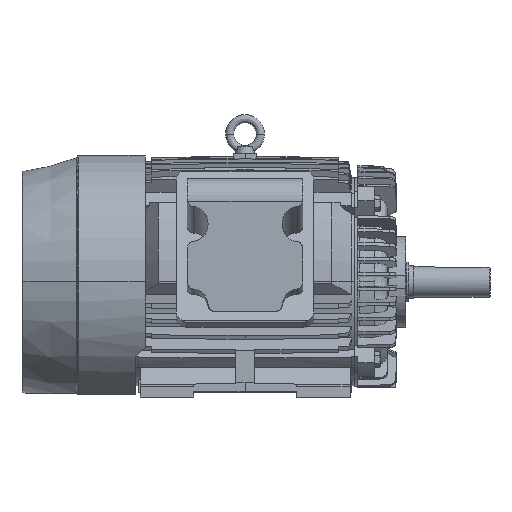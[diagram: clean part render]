
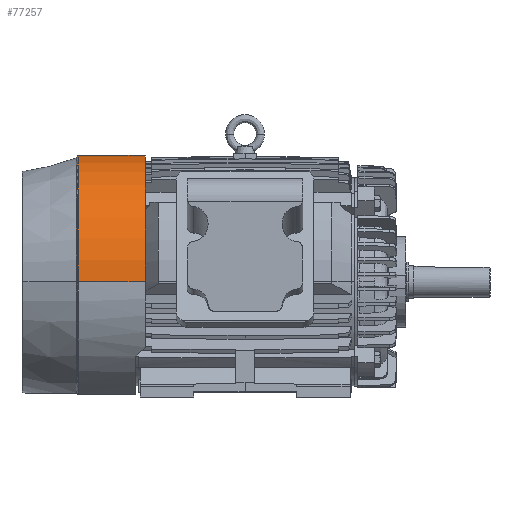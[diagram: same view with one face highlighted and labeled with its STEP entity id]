
A CAD part, top view. The second image highlights one B-rep face of the part: STEP entity #77257.
In plain terms, the highlighted cylindrical face has radius 195.1 mm (diameter 390.2 mm), a partial arc.
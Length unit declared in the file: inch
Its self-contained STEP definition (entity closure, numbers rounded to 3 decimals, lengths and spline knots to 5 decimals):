
#3274 = DIRECTION ( 'NONE',  ( 0., 0., -1. ) ) ;
#6506 = CARTESIAN_POINT ( 'NONE',  ( -6.06299, 0., 0. ) ) ;
#10153 = CARTESIAN_POINT ( 'NONE',  ( -10.12008, 0., 7.6811 ) ) ;
#11515 = AXIS2_PLACEMENT_3D ( 'NONE', #97964, #26202, #18057 ) ;
#12435 = CARTESIAN_POINT ( 'NONE',  ( -6.06299, 0., 0. ) ) ;
#13330 = VERTEX_POINT ( 'NONE', #70103 ) ;
#13660 = DIRECTION ( 'NONE',  ( 0., 0., -1. ) ) ;
#18057 = DIRECTION ( 'NONE',  ( 0., 0., -1. ) ) ;
#21284 = CYLINDRICAL_SURFACE ( 'NONE', #40801, 7.6811 ) ;
#24138 = VERTEX_POINT ( 'NONE', #10153 ) ;
#24652 = VERTEX_POINT ( 'NONE', #35953 ) ;
#26202 = DIRECTION ( 'NONE',  ( 1., 0., 0. ) ) ;
#27132 = ORIENTED_EDGE ( 'NONE', *, *, #92037, .T. ) ;
#27664 = CARTESIAN_POINT ( 'NONE',  ( -6.06299, 0., 7.6811 ) ) ;
#27701 = CIRCLE ( 'NONE', #11515, 7.6811 ) ;
#29043 = ORIENTED_EDGE ( 'NONE', *, *, #40051, .F. ) ;
#30237 = LINE ( 'NONE', #61304, #67298 ) ;
#35953 = CARTESIAN_POINT ( 'NONE',  ( -10.12008, 0., -7.6811 ) ) ;
#40051 = EDGE_CURVE ( 'NONE', #24652, #13330, #30237, .T. ) ;
#40801 = AXIS2_PLACEMENT_3D ( 'NONE', #6506, #90597, #13660 ) ;
#42772 = LINE ( 'NONE', #72863, #91351 ) ;
#49948 = DIRECTION ( 'NONE',  ( 1., 0., 0. ) ) ;
#58024 = EDGE_LOOP ( 'NONE', ( #81600, #27132, #61990, #29043 ) ) ;
#61304 = CARTESIAN_POINT ( 'NONE',  ( -6.06299, 0., -7.6811 ) ) ;
#61783 = DIRECTION ( 'NONE',  ( 1., 0., 0. ) ) ;
#61990 = ORIENTED_EDGE ( 'NONE', *, *, #90048, .T. ) ;
#66917 = DIRECTION ( 'NONE',  ( -1., 0., 0. ) ) ;
#67298 = VECTOR ( 'NONE', #61783, 39.37008 ) ;
#70103 = CARTESIAN_POINT ( 'NONE',  ( -6.06299, 0., -7.6811 ) ) ;
#72863 = CARTESIAN_POINT ( 'NONE',  ( -6.06299, 0., 7.6811 ) ) ;
#77257 = ADVANCED_FACE ( 'NONE', ( #91064 ), #21284, .T. ) ;
#79925 = AXIS2_PLACEMENT_3D ( 'NONE', #12435, #66917, #3274 ) ;
#81600 = ORIENTED_EDGE ( 'NONE', *, *, #89118, .T. ) ;
#85412 = VERTEX_POINT ( 'NONE', #27664 ) ;
#89118 = EDGE_CURVE ( 'NONE', #24652, #24138, #27701, .T. ) ;
#90048 = EDGE_CURVE ( 'NONE', #85412, #13330, #97774, .T. ) ;
#90597 = DIRECTION ( 'NONE',  ( 1., 0., 0. ) ) ;
#91064 = FACE_OUTER_BOUND ( 'NONE', #58024, .T. ) ;
#91351 = VECTOR ( 'NONE', #49948, 39.37008 ) ;
#92037 = EDGE_CURVE ( 'NONE', #24138, #85412, #42772, .T. ) ;
#97774 = CIRCLE ( 'NONE', #79925, 7.6811 ) ;
#97964 = CARTESIAN_POINT ( 'NONE',  ( -10.12008, 0., 0. ) ) ;
